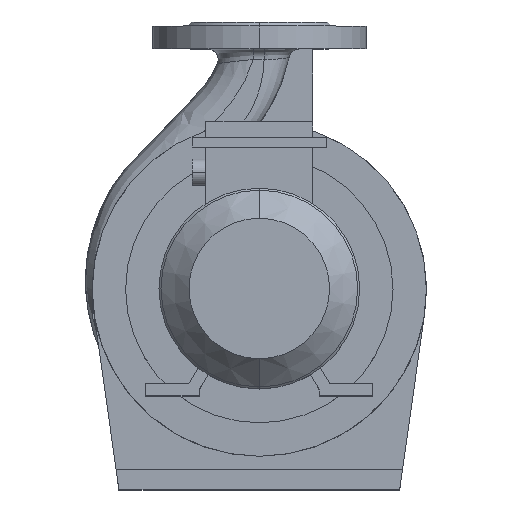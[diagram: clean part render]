
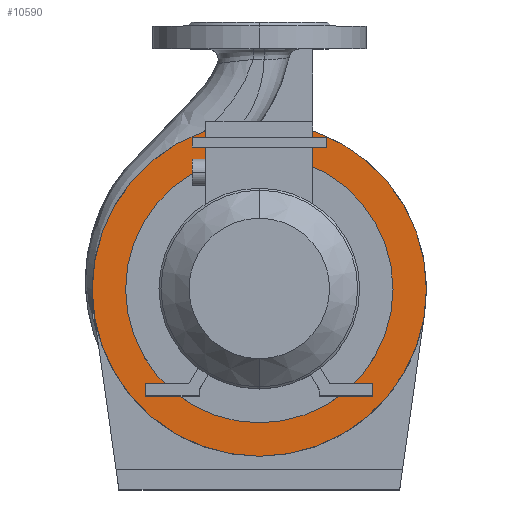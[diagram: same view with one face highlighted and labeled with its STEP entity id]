
A CAD part, top view. The second image highlights one B-rep face of the part: STEP entity #10590.
In plain terms, the highlighted planar face has unit normal (0, 0, 1).
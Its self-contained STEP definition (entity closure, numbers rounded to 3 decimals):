
#1712 = CARTESIAN_POINT ( 'NONE',  ( 0., 0., 154. ) ) ;
#1713 = DIRECTION ( 'NONE',  ( 0., 0., -1. ) ) ;
#1714 = DIRECTION ( 'NONE',  ( 0., 1., 0. ) ) ;
#2008 = CARTESIAN_POINT ( 'NONE',  ( 0., 0., 154. ) ) ;
#2009 = DIRECTION ( 'NONE',  ( 0., 0., -1. ) ) ;
#2010 = DIRECTION ( 'NONE',  ( 0., 1., 0. ) ) ;
#4664 = EDGE_CURVE ( 'NONE', #12578, #11620, #10003, .T. ) ;
#4941 = EDGE_CURVE ( 'NONE', #11620, #12578, #10272, .T. ) ;
#5099 = AXIS2_PLACEMENT_3D ( 'NONE', #7361, #7362, #7363 ) ;
#5645 = ORIENTED_EDGE ( 'NONE', *, *, #4664, .F. ) ;
#5647 = ORIENTED_EDGE ( 'NONE', *, *, #4941, .F. ) ;
#7353 = PLANE ( 'NONE',  #5099 ) ;
#7361 = CARTESIAN_POINT ( 'NONE',  ( 0., 125., 154. ) ) ;
#7362 = DIRECTION ( 'NONE',  ( 0., 0., 1. ) ) ;
#7363 = DIRECTION ( 'NONE',  ( 0., -1., 0. ) ) ;
#9084 = CARTESIAN_POINT ( 'NONE',  ( 0., 125., 154. ) ) ;
#9194 = CARTESIAN_POINT ( 'NONE',  ( 0., -125., 154. ) ) ;
#10003 = CIRCLE ( 'NONE', #10748, 125. ) ;
#10272 = CIRCLE ( 'NONE', #10688, 125. ) ;
#10590 = ADVANCED_FACE ( 'NONE', ( #11738 ), #7353, .T. ) ;
#10688 = AXIS2_PLACEMENT_3D ( 'NONE', #2008, #2009, #2010 ) ;
#10748 = AXIS2_PLACEMENT_3D ( 'NONE', #1712, #1713, #1714 ) ;
#11236 = EDGE_LOOP ( 'NONE', ( #5647, #5645 ) ) ;
#11620 = VERTEX_POINT ( 'NONE', #9084 ) ;
#11738 = FACE_OUTER_BOUND ( 'NONE', #11236, .T. ) ;
#12578 = VERTEX_POINT ( 'NONE', #9194 ) ;
